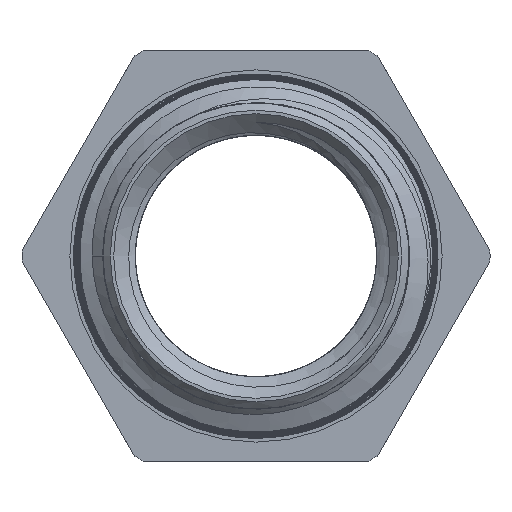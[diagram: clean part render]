
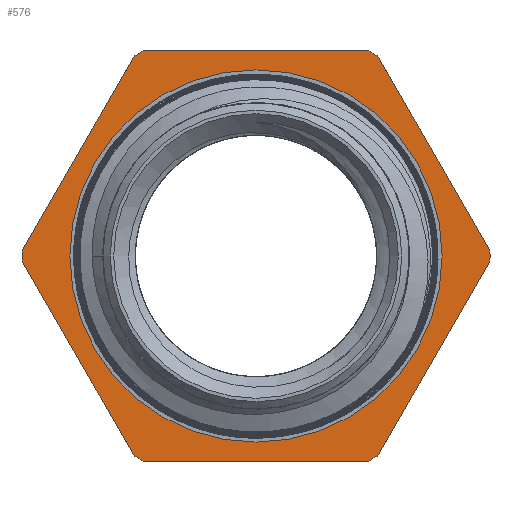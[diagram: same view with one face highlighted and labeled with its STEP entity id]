
A CAD part, left-side view. The second image highlights one B-rep face of the part: STEP entity #576.
In plain terms, the highlighted planar face has unit normal (-1, 0, 0).
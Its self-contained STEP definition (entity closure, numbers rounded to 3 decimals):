
#34=PLANE('',#640);
#41=LINE('',#7132,#62);
#45=LINE('',#7157,#66);
#48=LINE('',#7172,#69);
#51=LINE('',#7187,#72);
#54=LINE('',#7202,#75);
#57=LINE('',#7217,#78);
#62=VECTOR('',#695,10.);
#66=VECTOR('',#701,10.);
#69=VECTOR('',#706,10.);
#72=VECTOR('',#711,10.);
#75=VECTOR('',#716,10.);
#78=VECTOR('',#721,10.);
#100=FACE_BOUND('',#193,.T.);
#153=FACE_OUTER_BOUND('',#192,.T.);
#192=EDGE_LOOP('',(#498,#499,#500,#501,#502,#503,#504,#505,#506,#507,#508,
#509));
#193=EDGE_LOOP('',(#510));
#223=CIRCLE('',#631,13.69);
#224=CIRCLE('',#633,13.69);
#225=CIRCLE('',#635,13.69);
#226=CIRCLE('',#637,13.69);
#227=CIRCLE('',#639,13.69);
#228=CIRCLE('',#641,13.69);
#229=CIRCLE('',#642,10.89);
#256=VERTEX_POINT('',#7130);
#257=VERTEX_POINT('',#7131);
#264=VERTEX_POINT('',#7154);
#265=VERTEX_POINT('',#7156);
#269=VERTEX_POINT('',#7169);
#270=VERTEX_POINT('',#7171);
#274=VERTEX_POINT('',#7184);
#275=VERTEX_POINT('',#7186);
#279=VERTEX_POINT('',#7199);
#280=VERTEX_POINT('',#7201);
#284=VERTEX_POINT('',#7214);
#285=VERTEX_POINT('',#7216);
#286=VERTEX_POINT('',#7246);
#321=EDGE_CURVE('',#256,#257,#41,.T.);
#329=EDGE_CURVE('',#265,#264,#45,.T.);
#334=EDGE_CURVE('',#270,#269,#48,.T.);
#339=EDGE_CURVE('',#275,#274,#51,.T.);
#344=EDGE_CURVE('',#280,#279,#54,.T.);
#349=EDGE_CURVE('',#285,#284,#57,.T.);
#361=EDGE_CURVE('',#285,#274,#223,.T.);
#362=EDGE_CURVE('',#275,#269,#224,.T.);
#363=EDGE_CURVE('',#270,#257,#225,.T.);
#364=EDGE_CURVE('',#280,#264,#226,.T.);
#365=EDGE_CURVE('',#265,#284,#227,.T.);
#366=EDGE_CURVE('',#256,#279,#228,.T.);
#367=EDGE_CURVE('',#286,#286,#229,.T.);
#498=ORIENTED_EDGE('',*,*,#321,.T.);
#499=ORIENTED_EDGE('',*,*,#363,.F.);
#500=ORIENTED_EDGE('',*,*,#334,.T.);
#501=ORIENTED_EDGE('',*,*,#362,.F.);
#502=ORIENTED_EDGE('',*,*,#339,.T.);
#503=ORIENTED_EDGE('',*,*,#361,.F.);
#504=ORIENTED_EDGE('',*,*,#349,.T.);
#505=ORIENTED_EDGE('',*,*,#365,.F.);
#506=ORIENTED_EDGE('',*,*,#329,.T.);
#507=ORIENTED_EDGE('',*,*,#364,.F.);
#508=ORIENTED_EDGE('',*,*,#344,.T.);
#509=ORIENTED_EDGE('',*,*,#366,.F.);
#510=ORIENTED_EDGE('',*,*,#367,.T.);
#576=ADVANCED_FACE('',(#153,#100),#34,.T.);
#631=AXIS2_PLACEMENT_3D('',#7235,#755,#756);
#633=AXIS2_PLACEMENT_3D('',#7237,#759,#760);
#635=AXIS2_PLACEMENT_3D('',#7239,#763,#764);
#637=AXIS2_PLACEMENT_3D('',#7241,#767,#768);
#639=AXIS2_PLACEMENT_3D('',#7243,#771,#772);
#640=AXIS2_PLACEMENT_3D('',#7244,#773,#774);
#641=AXIS2_PLACEMENT_3D('',#7245,#775,#776);
#642=AXIS2_PLACEMENT_3D('',#7247,#777,#778);
#695=DIRECTION('',(0.,0.5,-0.866));
#701=DIRECTION('',(0.,0.5,0.866));
#706=DIRECTION('',(0.,-0.5,-0.866));
#711=DIRECTION('',(0.,-1.,0.));
#716=DIRECTION('',(0.,1.,0.));
#721=DIRECTION('',(0.,-0.5,0.866));
#755=DIRECTION('center_axis',(1.,0.,0.));
#756=DIRECTION('ref_axis',(0.,0.,-1.));
#759=DIRECTION('center_axis',(1.,0.,0.));
#760=DIRECTION('ref_axis',(0.,0.,-1.));
#763=DIRECTION('center_axis',(1.,0.,0.));
#764=DIRECTION('ref_axis',(0.,0.,-1.));
#767=DIRECTION('center_axis',(1.,0.,0.));
#768=DIRECTION('ref_axis',(0.,0.,-1.));
#771=DIRECTION('center_axis',(1.,0.,0.));
#772=DIRECTION('ref_axis',(0.,0.,-1.));
#773=DIRECTION('center_axis',(-1.,0.,0.));
#774=DIRECTION('ref_axis',(0.,0.,1.));
#775=DIRECTION('center_axis',(1.,0.,0.));
#776=DIRECTION('ref_axis',(0.,0.,-1.));
#777=DIRECTION('center_axis',(1.,0.,0.));
#778=DIRECTION('ref_axis',(0.,0.,-1.));
#7130=CARTESIAN_POINT('',(-4.,7.098,11.706));
#7131=CARTESIAN_POINT('',(-4.,13.687,0.294));
#7132=CARTESIAN_POINT('',(-4.,13.751,0.183));
#7154=CARTESIAN_POINT('',(-4.,-7.098,11.706));
#7156=CARTESIAN_POINT('',(-4.,-13.687,0.294));
#7157=CARTESIAN_POINT('',(-4.,-7.034,11.817));
#7169=CARTESIAN_POINT('',(-4.,7.098,-11.706));
#7171=CARTESIAN_POINT('',(-4.,13.687,-0.294));
#7172=CARTESIAN_POINT('',(-4.,10.456,-5.889));
#7184=CARTESIAN_POINT('',(-4.,-6.589,-12.));
#7186=CARTESIAN_POINT('',(-4.,6.589,-12.));
#7187=CARTESIAN_POINT('',(-4.,3.55,-12.));
#7199=CARTESIAN_POINT('',(-4.,6.589,12.));
#7201=CARTESIAN_POINT('',(-4.,-6.589,12.));
#7202=CARTESIAN_POINT('',(-4.,10.14,12.));
#7214=CARTESIAN_POINT('',(-4.,-13.687,-0.294));
#7216=CARTESIAN_POINT('',(-4.,-7.098,-11.706));
#7217=CARTESIAN_POINT('',(-4.,-10.328,-6.111));
#7235=CARTESIAN_POINT('Origin',(-4.,0.,0.));
#7237=CARTESIAN_POINT('Origin',(-4.,0.,0.));
#7239=CARTESIAN_POINT('Origin',(-4.,0.,0.));
#7241=CARTESIAN_POINT('Origin',(-4.,0.,0.));
#7243=CARTESIAN_POINT('Origin',(-4.,0.,0.));
#7244=CARTESIAN_POINT('Origin',(-4.,13.69,0.));
#7245=CARTESIAN_POINT('Origin',(-4.,0.,0.));
#7246=CARTESIAN_POINT('',(-4.,10.89,0.));
#7247=CARTESIAN_POINT('Origin',(-4.,0.,0.));
